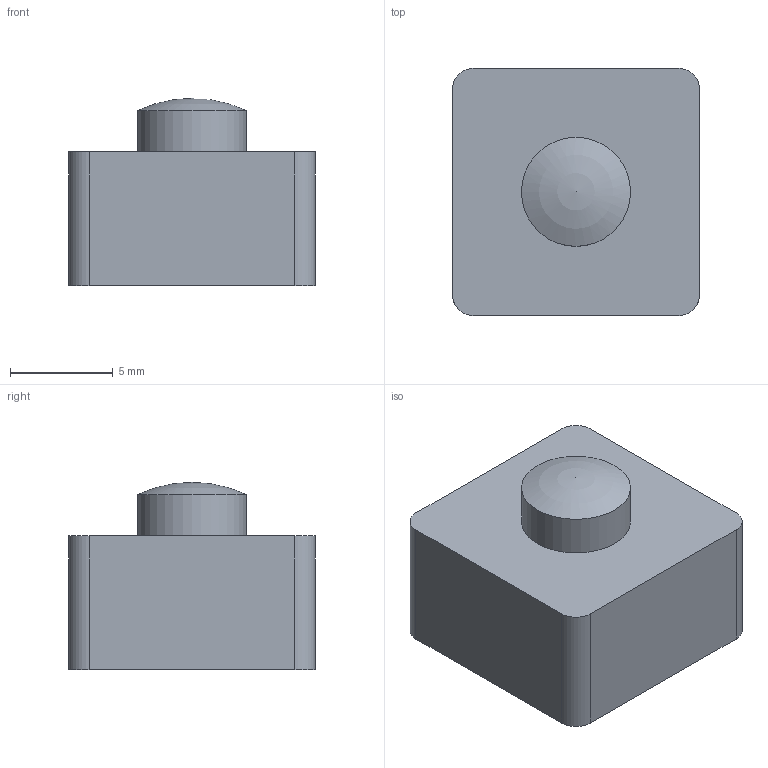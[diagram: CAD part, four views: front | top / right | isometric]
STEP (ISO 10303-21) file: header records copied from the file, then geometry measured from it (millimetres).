
FILE_DESCRIPTION(('FreeCAD Model'),'2;1');
FILE_NAME('sw_gpst002.step','2017-09-16T22:49:19',('Author' ),(''),'Open CASCADE STEP processor 6.8','FreeCAD','Unknown');
FILE_SCHEMA(('AUTOMOTIVE_DESIGN_CC2 { 1 2 10303 214 -1 1 5 4 }'));
Length unit declared in the file: millimetre
Products named in the file (1): sw_gpst002
Bounding box: 12 x 12 x 9.1 mm (x, y, z)
Volume: 981.3 mm3; surface area: 621.6 mm2
Topology: 1 solids, 1 shells, 12 faces, 29 edges, 19 vertices
Faces by surface type: plane 6, cylinder 5, sphere 1
Full cylindrical faces by diameter (mm): 5.3 x1
Entity records: 834 total; most frequent: CARTESIAN_POINT 140, DIRECTION 120, LINE 63, VECTOR 63, ORIENTED_EDGE 56, PCURVE 56, DEFINITIONAL_REPRESENTATION 56, EDGE_CURVE 28
